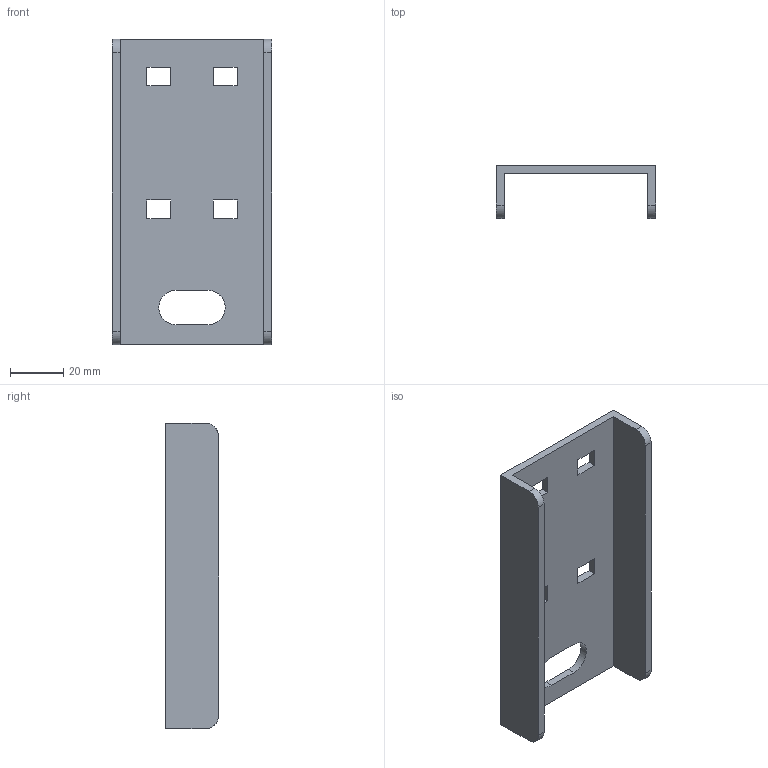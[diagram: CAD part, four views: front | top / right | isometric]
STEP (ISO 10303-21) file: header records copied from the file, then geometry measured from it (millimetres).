
FILE_DESCRIPTION(/* description */ (''),/* implementation_level */ '2;1');
FILE_NAME(/* name */ '6364942',/* time_stamp */ '2014-01-15T08:59:08+01:00',/* author */ (''),/* organization */ (''),/* preprocessor_version */ 'ST-DEVELOPER v15',/* originating_system */ '',/* authorisation */ '');
FILE_SCHEMA (('CONFIG_CONTROL_DESIGN'));
Length unit declared in the file: millimetre
Products named in the file (1): Document
Bounding box: 60 x 20 x 115 mm (x, y, z)
Volume: 30743.4 mm3; surface area: 22302.4 mm2
Topology: 1 solids, 1 shells, 36 faces, 102 edges, 68 vertices
Faces by surface type: plane 28, bspline 8
Entity records: 1226 total; most frequent: CARTESIAN_POINT 462, ORIENTED_EDGE 204, EDGE_CURVE 102, B_SPLINE_CURVE_WITH_KNOTS 86, VERTEX_POINT 68, EDGE_LOOP 46, ADVANCED_FACE 36, FACE_OUTER_BOUND 36
